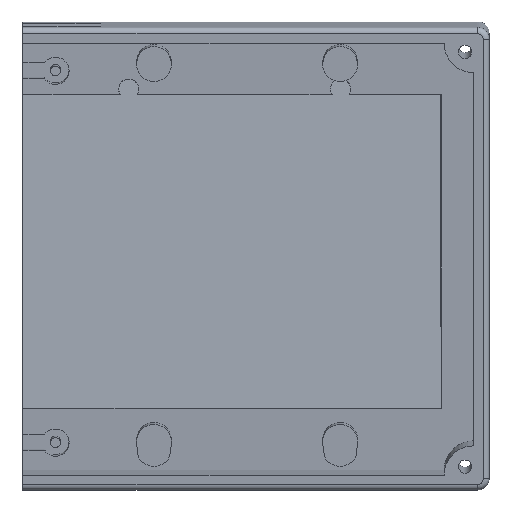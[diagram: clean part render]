
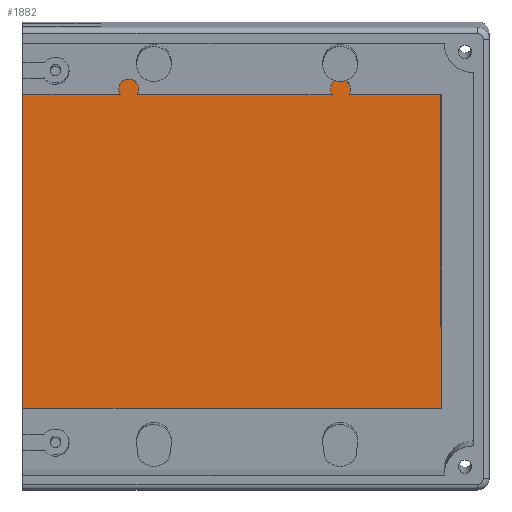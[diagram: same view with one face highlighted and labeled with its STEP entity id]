
A CAD part, top view. The second image highlights one B-rep face of the part: STEP entity #1882.
In plain terms, the highlighted planar face has unit normal (0, 0, 1).
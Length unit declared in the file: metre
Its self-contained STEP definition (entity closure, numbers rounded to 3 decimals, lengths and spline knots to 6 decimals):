
#61=PLANE('',#2089);
#163=LINE('',#2998,#340);
#167=LINE('',#3013,#344);
#173=LINE('',#3025,#350);
#184=LINE('',#3070,#361);
#226=LINE('',#3185,#403);
#227=LINE('',#3187,#404);
#228=LINE('',#3189,#405);
#229=LINE('',#3190,#406);
#340=VECTOR('',#2437,1.);
#344=VECTOR('',#2453,1.);
#350=VECTOR('',#2461,1.);
#361=VECTOR('',#2506,1.);
#403=VECTOR('',#2616,1.);
#404=VECTOR('',#2617,1.);
#405=VECTOR('',#2618,1.);
#406=VECTOR('',#2619,1.);
#833=ORIENTED_EDGE('',*,*,#1238,.F.);
#834=ORIENTED_EDGE('',*,*,#1239,.T.);
#835=ORIENTED_EDGE('',*,*,#1240,.T.);
#836=ORIENTED_EDGE('',*,*,#1159,.F.);
#837=ORIENTED_EDGE('',*,*,#1241,.T.);
#838=ORIENTED_EDGE('',*,*,#1181,.F.);
#839=ORIENTED_EDGE('',*,*,#1153,.F.);
#840=ORIENTED_EDGE('',*,*,#1149,.F.);
#841=ORIENTED_EDGE('',*,*,#1148,.F.);
#842=ORIENTED_EDGE('',*,*,#1145,.F.);
#843=ORIENTED_EDGE('',*,*,#1142,.F.);
#844=ORIENTED_EDGE('',*,*,#1141,.F.);
#1141=EDGE_CURVE('',#1378,#1379,#1525,.T.);
#1142=EDGE_CURVE('',#1379,#1380,#1526,.T.);
#1145=EDGE_CURVE('',#1380,#1382,#163,.T.);
#1148=EDGE_CURVE('',#1382,#1384,#1527,.T.);
#1149=EDGE_CURVE('',#1384,#1385,#1528,.T.);
#1153=EDGE_CURVE('',#1385,#1387,#167,.T.);
#1159=EDGE_CURVE('',#1391,#1392,#173,.T.);
#1181=EDGE_CURVE('',#1387,#1409,#184,.T.);
#1238=EDGE_CURVE('',#1448,#1378,#226,.T.);
#1239=EDGE_CURVE('',#1448,#1449,#227,.T.);
#1240=EDGE_CURVE('',#1449,#1392,#228,.T.);
#1241=EDGE_CURVE('',#1391,#1409,#229,.T.);
#1378=VERTEX_POINT('',#2989);
#1379=VERTEX_POINT('',#2991);
#1380=VERTEX_POINT('',#2993);
#1382=VERTEX_POINT('',#2999);
#1384=VERTEX_POINT('',#3005);
#1385=VERTEX_POINT('',#3007);
#1387=VERTEX_POINT('',#3014);
#1391=VERTEX_POINT('',#3024);
#1392=VERTEX_POINT('',#3026);
#1409=VERTEX_POINT('',#3071);
#1448=VERTEX_POINT('',#3186);
#1449=VERTEX_POINT('',#3188);
#1525=CIRCLE('',#2028,0.002058);
#1526=CIRCLE('',#2029,0.002058);
#1527=CIRCLE('',#2033,0.002058);
#1528=CIRCLE('',#2034,0.002058);
#1642=EDGE_LOOP('',(#833,#834,#835,#836,#837,#838,#839,#840,#841,#842,#843,
#844));
#1749=FACE_BOUND('',#1642,.T.);
#1882=ADVANCED_FACE('',(#1749),#61,.F.);
#2028=AXIS2_PLACEMENT_3D('',#2990,#2428,#2429);
#2029=AXIS2_PLACEMENT_3D('',#2992,#2430,#2431);
#2033=AXIS2_PLACEMENT_3D('',#3004,#2442,#2443);
#2034=AXIS2_PLACEMENT_3D('',#3006,#2444,#2445);
#2089=AXIS2_PLACEMENT_3D('',#3184,#2614,#2615);
#2428=DIRECTION('',(0.,0.,-1.));
#2429=DIRECTION('',(-1.,0.,0.));
#2430=DIRECTION('',(0.,0.,-1.));
#2431=DIRECTION('',(-1.,0.,0.));
#2437=DIRECTION('',(1.,0.,0.));
#2442=DIRECTION('',(0.,0.,-1.));
#2443=DIRECTION('',(-1.,0.,0.));
#2444=DIRECTION('',(0.,0.,-1.));
#2445=DIRECTION('',(-1.,0.,0.));
#2453=DIRECTION('',(1.,0.,0.));
#2461=DIRECTION('',(0.,-1.,0.));
#2506=DIRECTION('',(0.,-1.,0.));
#2614=DIRECTION('',(0.,0.,-1.));
#2615=DIRECTION('',(1.,0.,0.));
#2616=DIRECTION('',(1.,0.,0.));
#2617=DIRECTION('',(0.,-1.,0.));
#2618=DIRECTION('',(1.,0.,0.));
#2619=DIRECTION('',(-1.,0.,0.));
#2989=CARTESIAN_POINT('',(0.019938,0.0252,-0.013));
#2990=CARTESIAN_POINT('',(0.021667,0.026317,-0.013));
#2991=CARTESIAN_POINT('',(0.019609,0.026317,-0.013));
#2992=CARTESIAN_POINT('',(0.021667,0.026317,-0.013));
#2993=CARTESIAN_POINT('',(0.023395,0.0252,-0.013));
#2998=CARTESIAN_POINT('',(0.043333,0.0252,-0.013));
#2999=CARTESIAN_POINT('',(0.063271,0.0252,-0.013));
#3004=CARTESIAN_POINT('',(0.065,0.026317,-0.013));
#3005=CARTESIAN_POINT('',(0.062942,0.026317,-0.013));
#3006=CARTESIAN_POINT('',(0.065,0.026317,-0.013));
#3007=CARTESIAN_POINT('',(0.066729,0.0252,-0.013));
#3013=CARTESIAN_POINT('',(0.076189,0.0252,-0.013));
#3014=CARTESIAN_POINT('',(0.0854,0.0252,-0.013));
#3024=CARTESIAN_POINT('',(0.08565,-0.021466,-0.013));
#3025=CARTESIAN_POINT('',(0.08565,-0.0069,-0.013));
#3026=CARTESIAN_POINT('',(0.08565,-0.039,-0.013));
#3070=CARTESIAN_POINT('',(0.0854,-0.005184,-0.013));
#3071=CARTESIAN_POINT('',(0.0854,-0.021466,-0.013));
#3184=CARTESIAN_POINT('',(-0.001587,-0.005313,-0.013));
#3185=CARTESIAN_POINT('',(0.,0.0252,-0.013));
#3186=CARTESIAN_POINT('',(0.,0.0252,-0.013));
#3187=CARTESIAN_POINT('',(0.,-0.005313,-0.013));
#3188=CARTESIAN_POINT('',(0.,-0.039,-0.013));
#3189=CARTESIAN_POINT('',(0.009542,-0.039,-0.013));
#3190=CARTESIAN_POINT('',(0.,-0.021466,-0.013));
